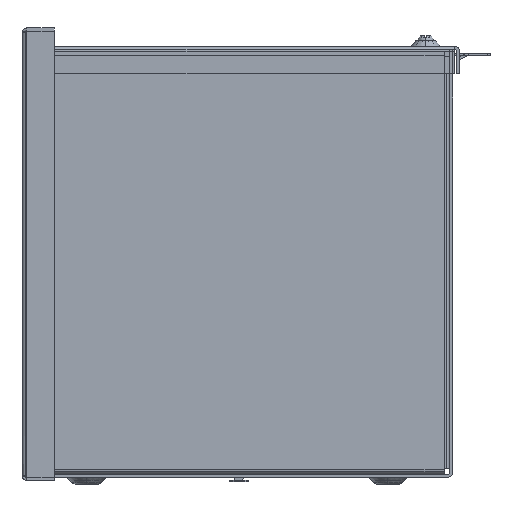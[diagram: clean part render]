
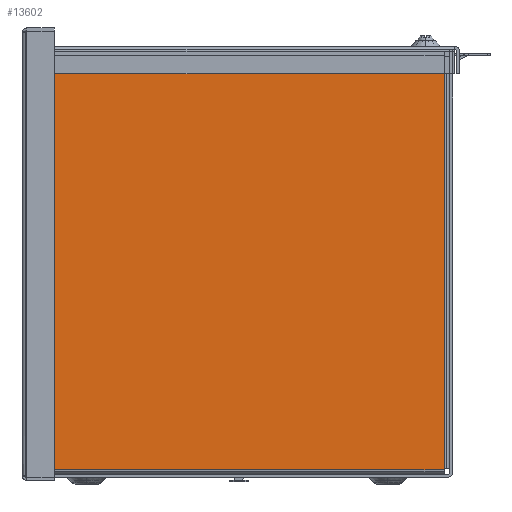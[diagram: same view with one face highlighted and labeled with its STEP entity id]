
A CAD part, left-side view. The second image highlights one B-rep face of the part: STEP entity #13602.
In plain terms, the highlighted planar face has unit normal (-1, 0, 0).
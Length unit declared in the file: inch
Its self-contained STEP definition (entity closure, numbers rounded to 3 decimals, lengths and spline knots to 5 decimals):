
#497 = ORIENTED_EDGE ( 'NONE', *, *, #17676, .T. ) ;
#1011 = DIRECTION ( 'NONE',  ( 0., 1., 0. ) ) ;
#2522 = ORIENTED_EDGE ( 'NONE', *, *, #14708, .T. ) ;
#2649 = CARTESIAN_POINT ( 'NONE',  ( -30., 4.819, 9.8 ) ) ;
#2977 = DIRECTION ( 'NONE',  ( 0., 0., -1. ) ) ;
#3007 = LINE ( 'NONE', #15008, #29939 ) ;
#3385 = VERTEX_POINT ( 'NONE', #17995 ) ;
#3961 = CARTESIAN_POINT ( 'NONE',  ( -30., 4.944, 9.8 ) ) ;
#4012 = DIRECTION ( 'NONE',  ( 0., 0., -1. ) ) ;
#4027 = CARTESIAN_POINT ( 'NONE',  ( -30., 4.836, 9.908 ) ) ;
#4122 = EDGE_CURVE ( 'NONE', #20337, #31502, #4480, .T. ) ;
#4480 = LINE ( 'NONE', #38072, #13959 ) ;
#4638 = ORIENTED_EDGE ( 'NONE', *, *, #4122, .T. ) ;
#5008 = ORIENTED_EDGE ( 'NONE', *, *, #14629, .T. ) ;
#5024 = VECTOR ( 'NONE', #4012, 39.37008 ) ;
#5345 = EDGE_LOOP ( 'NONE', ( #4638, #497, #2522, #5008, #34027, #26363, #25400, #10774, #18772, #18298, #27534, #12852 ) ) ;
#5395 = LINE ( 'NONE', #14634, #24513 ) ;
#6057 = LINE ( 'NONE', #29096, #33275 ) ;
#6699 = CARTESIAN_POINT ( 'NONE',  ( -30., -4.784, 9.783 ) ) ;
#7173 = DIRECTION ( 'NONE',  ( 0., 1., 0. ) ) ;
#7292 = CARTESIAN_POINT ( 'NONE',  ( -30., 4.944, 9.908 ) ) ;
#7436 = LINE ( 'NONE', #28438, #20432 ) ;
#7473 = CARTESIAN_POINT ( 'NONE',  ( -30., -4.784, 0.197 ) ) ;
#8882 = VECTOR ( 'NONE', #19743, 39.37008 ) ;
#8929 = EDGE_CURVE ( 'NONE', #17193, #15825, #31537, .T. ) ;
#9257 = CARTESIAN_POINT ( 'NONE',  ( -30., -4.767, 9.8 ) ) ;
#9263 = VERTEX_POINT ( 'NONE', #15569 ) ;
#9749 = LINE ( 'NONE', #27986, #5024 ) ;
#9865 = EDGE_CURVE ( 'NONE', #14996, #3385, #21732, .T. ) ;
#10498 = VERTEX_POINT ( 'NONE', #19500 ) ;
#10774 = ORIENTED_EDGE ( 'NONE', *, *, #11409, .T. ) ;
#10974 = DIRECTION ( 'NONE',  ( 0., 0., 1. ) ) ;
#11144 = CARTESIAN_POINT ( 'NONE',  ( -30., 4.836, 9.783 ) ) ;
#11409 = EDGE_CURVE ( 'NONE', #3385, #12135, #3007, .T. ) ;
#11586 = CARTESIAN_POINT ( 'NONE',  ( -30., -4.767, 0.197 ) ) ;
#12135 = VERTEX_POINT ( 'NONE', #18827 ) ;
#12270 = DIRECTION ( 'NONE',  ( 0., -1., 0. ) ) ;
#12779 = FACE_OUTER_BOUND ( 'NONE', #5345, .T. ) ;
#12852 = ORIENTED_EDGE ( 'NONE', *, *, #16517, .T. ) ;
#13602 = ADVANCED_FACE ( 'NONE', ( #12779 ), #34187, .T. ) ;
#13959 = VECTOR ( 'NONE', #10974, 39.37008 ) ;
#14629 = EDGE_CURVE ( 'NONE', #33970, #22180, #34041, .T. ) ;
#14634 = CARTESIAN_POINT ( 'NONE',  ( -30., -4.767, 9.783 ) ) ;
#14708 = EDGE_CURVE ( 'NONE', #9263, #33970, #6057, .T. ) ;
#14960 = DIRECTION ( 'NONE',  ( 0., -1., 0. ) ) ;
#14996 = VERTEX_POINT ( 'NONE', #11144 ) ;
#15008 = CARTESIAN_POINT ( 'NONE',  ( -30., 4.819, 0.197 ) ) ;
#15155 = CARTESIAN_POINT ( 'NONE',  ( -30., -4.892, 0.197 ) ) ;
#15256 = VECTOR ( 'NONE', #7173, 39.37008 ) ;
#15569 = CARTESIAN_POINT ( 'NONE',  ( -30., -4.767, 9.783 ) ) ;
#15825 = VERTEX_POINT ( 'NONE', #11586 ) ;
#15995 = CARTESIAN_POINT ( 'NONE',  ( -30., 4.944, 9.783 ) ) ;
#16517 = EDGE_CURVE ( 'NONE', #15825, #20337, #17906, .T. ) ;
#17193 = VERTEX_POINT ( 'NONE', #35906 ) ;
#17676 = EDGE_CURVE ( 'NONE', #31502, #9263, #5395, .T. ) ;
#17906 = LINE ( 'NONE', #15155, #20220 ) ;
#17995 = CARTESIAN_POINT ( 'NONE',  ( -30., 4.836, 0.197 ) ) ;
#18298 = ORIENTED_EDGE ( 'NONE', *, *, #30789, .T. ) ;
#18772 = ORIENTED_EDGE ( 'NONE', *, *, #37363, .T. ) ;
#18827 = CARTESIAN_POINT ( 'NONE',  ( -30., 4.819, 0.197 ) ) ;
#19242 = DIRECTION ( 'NONE',  ( 0., 0., -1. ) ) ;
#19491 = VECTOR ( 'NONE', #2977, 39.37008 ) ;
#19500 = CARTESIAN_POINT ( 'NONE',  ( -30., 4.819, 0.18 ) ) ;
#19743 = DIRECTION ( 'NONE',  ( 0., 0., 1. ) ) ;
#20010 = EDGE_CURVE ( 'NONE', #22519, #14996, #30925, .T. ) ;
#20220 = VECTOR ( 'NONE', #14960, 39.37008 ) ;
#20337 = VERTEX_POINT ( 'NONE', #7473 ) ;
#20432 = VECTOR ( 'NONE', #25677, 39.37008 ) ;
#21079 = LINE ( 'NONE', #35817, #19491 ) ;
#21732 = LINE ( 'NONE', #4027, #28953 ) ;
#22180 = VERTEX_POINT ( 'NONE', #2649 ) ;
#22519 = VERTEX_POINT ( 'NONE', #28756 ) ;
#23016 = EDGE_CURVE ( 'NONE', #22180, #22519, #21079, .T. ) ;
#23811 = AXIS2_PLACEMENT_3D ( 'NONE', #7292, #31232, #19242 ) ;
#24513 = VECTOR ( 'NONE', #35469, 39.37008 ) ;
#25400 = ORIENTED_EDGE ( 'NONE', *, *, #9865, .T. ) ;
#25677 = DIRECTION ( 'NONE',  ( 0., -1., 0. ) ) ;
#26363 = ORIENTED_EDGE ( 'NONE', *, *, #20010, .T. ) ;
#27270 = DIRECTION ( 'NONE',  ( 0., 0., 1. ) ) ;
#27534 = ORIENTED_EDGE ( 'NONE', *, *, #8929, .T. ) ;
#27986 = CARTESIAN_POINT ( 'NONE',  ( -30., 4.819, 0.072 ) ) ;
#28438 = CARTESIAN_POINT ( 'NONE',  ( -30., 4.944, 0.18 ) ) ;
#28595 = DIRECTION ( 'NONE',  ( 0., 0., -1. ) ) ;
#28756 = CARTESIAN_POINT ( 'NONE',  ( -30., 4.819, 9.783 ) ) ;
#28877 = VECTOR ( 'NONE', #1011, 39.37008 ) ;
#28953 = VECTOR ( 'NONE', #28595, 39.37008 ) ;
#29096 = CARTESIAN_POINT ( 'NONE',  ( -30., -4.767, 9.908 ) ) ;
#29939 = VECTOR ( 'NONE', #12270, 39.37008 ) ;
#30789 = EDGE_CURVE ( 'NONE', #10498, #17193, #7436, .T. ) ;
#30925 = LINE ( 'NONE', #15995, #15256 ) ;
#31232 = DIRECTION ( 'NONE',  ( -1., 0., 0. ) ) ;
#31502 = VERTEX_POINT ( 'NONE', #6699 ) ;
#31537 = LINE ( 'NONE', #34474, #8882 ) ;
#33275 = VECTOR ( 'NONE', #27270, 39.37008 ) ;
#33970 = VERTEX_POINT ( 'NONE', #9257 ) ;
#34027 = ORIENTED_EDGE ( 'NONE', *, *, #23016, .T. ) ;
#34041 = LINE ( 'NONE', #3961, #28877 ) ;
#34187 = PLANE ( 'NONE',  #23811 ) ;
#34474 = CARTESIAN_POINT ( 'NONE',  ( -30., -4.767, 0.197 ) ) ;
#35469 = DIRECTION ( 'NONE',  ( 0., 1., 0. ) ) ;
#35817 = CARTESIAN_POINT ( 'NONE',  ( -30., 4.819, 9.783 ) ) ;
#35906 = CARTESIAN_POINT ( 'NONE',  ( -30., -4.767, 0.18 ) ) ;
#37363 = EDGE_CURVE ( 'NONE', #12135, #10498, #9749, .T. ) ;
#38072 = CARTESIAN_POINT ( 'NONE',  ( -30., -4.784, 9.908 ) ) ;
